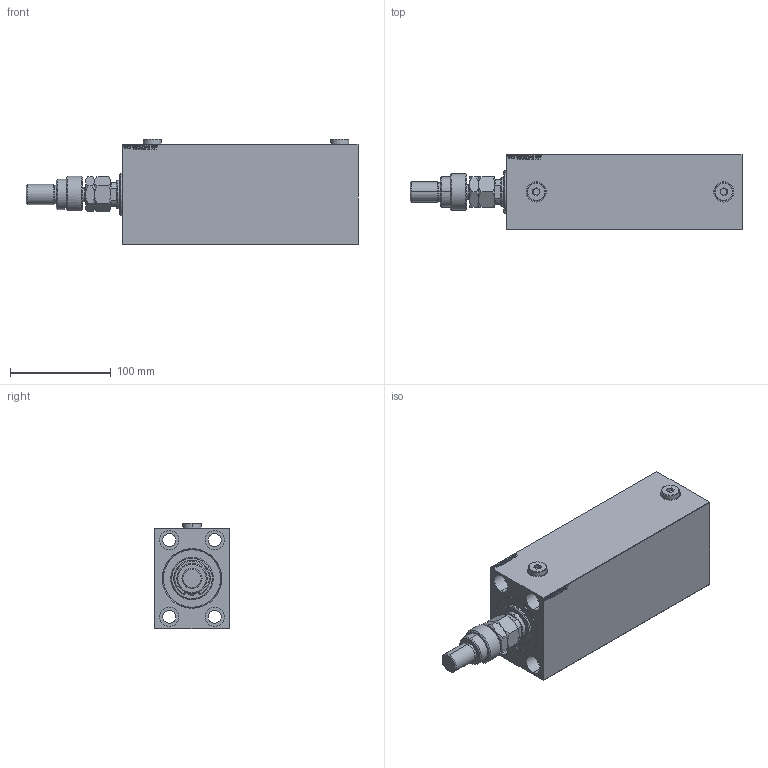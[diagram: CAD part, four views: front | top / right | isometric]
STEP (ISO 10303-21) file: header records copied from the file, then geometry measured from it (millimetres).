
FILE_DESCRIPTION (( 'STEP AP203' ), '1' );
FILE_NAME ('a2f0.STEP', '2024-02-12T23:11:30', ( '' ), ( '' ), 'SwSTEP 2.0', 'SolidWorks 2019', '' );
FILE_SCHEMA (( 'CONFIG_CONTROL_DESIGN' ));
Length unit declared in the file: millimetre
Products named in the file (8): V450CM_VC_B cd167fa46811fdd453746b4e0621c911; MFA cd167fa46811fdd453746b4e0621c911; V450CM_C_VCP cd167fa46811fdd453746b4e0621c911; DFA cd167fa46811fdd453746b4e0621c911; V450CM_C_Body cd167fa46811fdd453746b4e0621c911; a2f0; Zatka_OIL_PORT cd167fa46811fdd453746b4e0621c911; FEMALE_PART_FOR_DFA cd167fa46811fdd453746b4e0621c911
Assembly tree (8 placements, depth 3):
  a2f0
    V450CM_C_Body cd167fa46811fdd453746b4e0621c911
    V450CM_C_VCP cd167fa46811fdd453746b4e0621c911
    V450CM_VC_B cd167fa46811fdd453746b4e0621c911
    DFA cd167fa46811fdd453746b4e0621c911
      FEMALE_PART_FOR_DFA cd167fa46811fdd453746b4e0621c911
      MFA cd167fa46811fdd453746b4e0621c911
    Zatka_OIL_PORT cd167fa46811fdd453746b4e0621c911  x2
Bounding box: 329 x 75 x 104.9 mm (x, y, z)
Volume: 1436944.6 mm3; surface area: 224002 mm2
Topology: 7 solids, 7 shells, 1004 faces, 2516 edges, 1645 vertices
Faces by surface type: plane 471, bspline 380, cylinder 91, cone 58, torus 4
Entity records: 48178 total; most frequent: CARTESIAN_POINT 26210, ORIENTED_EDGE 4948, DIRECTION 3110, EDGE_CURVE 2474, VERTEX_POINT 1621, LINE 1412, VECTOR 1412, EDGE_LOOP 1123
